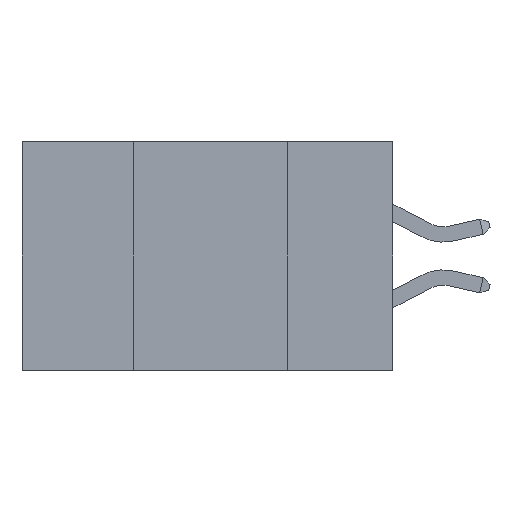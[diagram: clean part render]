
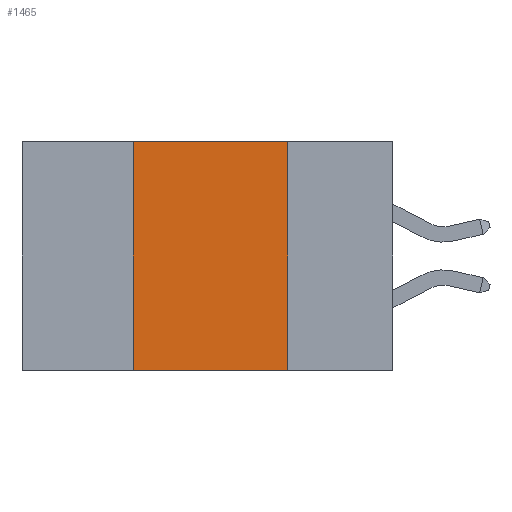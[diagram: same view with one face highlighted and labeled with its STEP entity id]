
A CAD part, left-side view. The second image highlights one B-rep face of the part: STEP entity #1465.
In plain terms, the highlighted planar face has unit normal (-1, 0, 0).
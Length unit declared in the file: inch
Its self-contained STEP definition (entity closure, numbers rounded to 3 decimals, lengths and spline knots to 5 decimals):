
#740 = VECTOR ( 'NONE', #2938, 39.37008 ) ;
#953 = VECTOR ( 'NONE', #14476, 39.37008 ) ;
#1465 = ADVANCED_FACE ( 'NONE', ( #25906 ), #22635, .F. ) ;
#1596 = EDGE_CURVE ( 'NONE', #15430, #3678, #6235, .T. ) ;
#1812 = EDGE_CURVE ( 'NONE', #3678, #36994, #5792, .T. ) ;
#2297 = CARTESIAN_POINT ( 'NONE',  ( 0., 0.6, 0. ) ) ;
#2938 = DIRECTION ( 'NONE',  ( 0., 0., 1. ) ) ;
#2940 = CARTESIAN_POINT ( 'NONE',  ( 0., 0.42, 0. ) ) ;
#3678 = VERTEX_POINT ( 'NONE', #2940 ) ;
#4029 = CARTESIAN_POINT ( 'NONE',  ( 0., 0.17, 0. ) ) ;
#5129 = DIRECTION ( 'NONE',  ( 1., 0., 0. ) ) ;
#5792 = LINE ( 'NONE', #8390, #29514 ) ;
#6235 = LINE ( 'NONE', #8184, #740 ) ;
#8184 = CARTESIAN_POINT ( 'NONE',  ( 0., 0.42, 0. ) ) ;
#8189 = EDGE_LOOP ( 'NONE', ( #20021, #10070, #10177, #17015 ) ) ;
#8390 = CARTESIAN_POINT ( 'NONE',  ( 0., 0.6, 0. ) ) ;
#8813 = LINE ( 'NONE', #10002, #16663 ) ;
#10002 = CARTESIAN_POINT ( 'NONE',  ( 0., 0.17, 0. ) ) ;
#10070 = ORIENTED_EDGE ( 'NONE', *, *, #1812, .F. ) ;
#10177 = ORIENTED_EDGE ( 'NONE', *, *, #1596, .F. ) ;
#10382 = DIRECTION ( 'NONE',  ( 0., 0., -1. ) ) ;
#12658 = EDGE_CURVE ( 'NONE', #15430, #31067, #36512, .T. ) ;
#14476 = DIRECTION ( 'NONE',  ( 0., -1., 0. ) ) ;
#14710 = DIRECTION ( 'NONE',  ( 0., -1., 0. ) ) ;
#15430 = VERTEX_POINT ( 'NONE', #36721 ) ;
#16663 = VECTOR ( 'NONE', #10382, 39.37008 ) ;
#17015 = ORIENTED_EDGE ( 'NONE', *, *, #12658, .T. ) ;
#20021 = ORIENTED_EDGE ( 'NONE', *, *, #34056, .F. ) ;
#22635 = PLANE ( 'NONE',  #31427 ) ;
#23020 = CARTESIAN_POINT ( 'NONE',  ( 0., 0.17, -0.37 ) ) ;
#25564 = DIRECTION ( 'NONE',  ( 0., 0., -1. ) ) ;
#25906 = FACE_OUTER_BOUND ( 'NONE', #8189, .T. ) ;
#28292 = CARTESIAN_POINT ( 'NONE',  ( 0., 0.6, -0.37 ) ) ;
#29514 = VECTOR ( 'NONE', #14710, 39.37008 ) ;
#31067 = VERTEX_POINT ( 'NONE', #23020 ) ;
#31427 = AXIS2_PLACEMENT_3D ( 'NONE', #2297, #5129, #25564 ) ;
#34056 = EDGE_CURVE ( 'NONE', #36994, #31067, #8813, .T. ) ;
#36512 = LINE ( 'NONE', #28292, #953 ) ;
#36721 = CARTESIAN_POINT ( 'NONE',  ( 0., 0.42, -0.37 ) ) ;
#36994 = VERTEX_POINT ( 'NONE', #4029 ) ;
